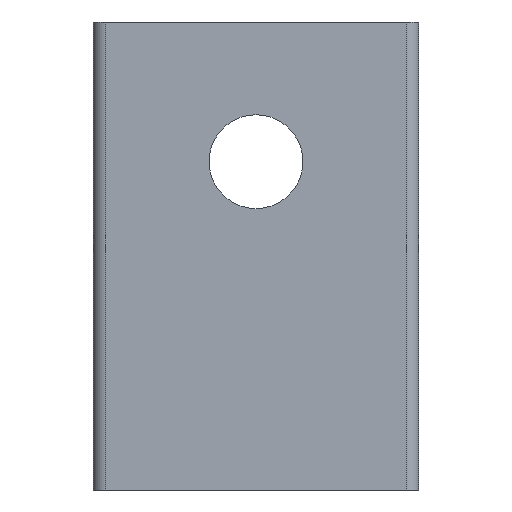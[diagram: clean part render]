
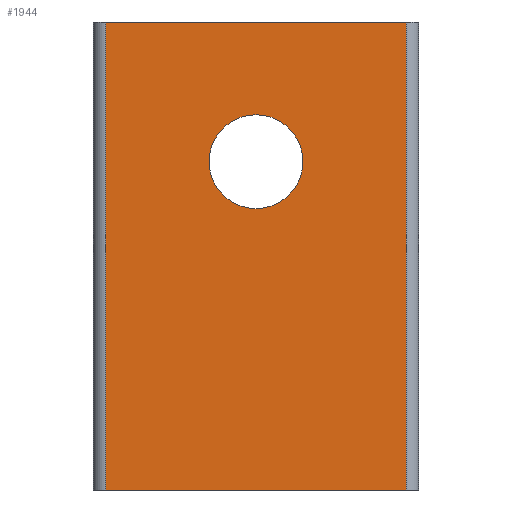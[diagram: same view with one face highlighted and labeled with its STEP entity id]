
A CAD part, front view. The second image highlights one B-rep face of the part: STEP entity #1944.
In plain terms, the highlighted planar face has unit normal (0, -1, 0).
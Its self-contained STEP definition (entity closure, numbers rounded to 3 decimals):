
#51=CARTESIAN_POINT('',(-1.905,0.,13.33));
#52=VERTEX_POINT('',#51);
#68=CARTESIAN_POINT('',(1.905,0.,13.33));
#69=VERTEX_POINT('',#68);
#76=CARTESIAN_POINT('',(0.0,0.,13.33));
#77=DIRECTION('',(0.0,1.0,0.0));
#78=DIRECTION('',(-1.0,0.0,0.0));
#79=AXIS2_PLACEMENT_3D('',#76,#77,#78);
#80=CIRCLE('',#79,1.905);
#81=EDGE_CURVE('',#52,#69,#80,.T.);
#1754=CARTESIAN_POINT('',(0.0,0.,13.33));
#1755=DIRECTION('',(0.0,1.0,0.0));
#1756=DIRECTION('',(-1.0,0.0,0.0));
#1757=AXIS2_PLACEMENT_3D('',#1754,#1755,#1756);
#1758=CIRCLE('',#1757,1.905);
#1759=EDGE_CURVE('',#69,#52,#1758,.T.);
#1882=CARTESIAN_POINT('',(6.1,0.,19.0));
#1883=VERTEX_POINT('',#1882);
#1891=CARTESIAN_POINT('',(6.1,0.,0.0));
#1892=VERTEX_POINT('',#1891);
#1893=CARTESIAN_POINT('',(6.1,0.,0.0));
#1894=DIRECTION('',(0.0,0.0,1.0));
#1895=VECTOR('',#1894,19.0);
#1896=LINE('',#1893,#1895);
#1897=EDGE_CURVE('',#1892,#1883,#1896,.T.);
#1910=CARTESIAN_POINT('',(6.1,0.,0.0));
#1911=DIRECTION('',(0.0,-1.0,0.0));
#1912=DIRECTION('',(0.0,0.0,-1.0));
#1913=AXIS2_PLACEMENT_3D('',#1910,#1911,#1912);
#1914=PLANE('',#1913);
#1915=CARTESIAN_POINT('',(-6.1,0.0,19.0));
#1916=VERTEX_POINT('',#1915);
#1917=CARTESIAN_POINT('',(6.1,0.,19.0));
#1918=DIRECTION('',(-1.0,0.0,0.0));
#1919=VECTOR('',#1918,12.2);
#1920=LINE('',#1917,#1919);
#1921=EDGE_CURVE('',#1883,#1916,#1920,.T.);
#1922=ORIENTED_EDGE('',*,*,#1921,.T.);
#1923=CARTESIAN_POINT('',(-6.1,0.0,0.0));
#1924=VERTEX_POINT('',#1923);
#1925=CARTESIAN_POINT('',(-6.1,0.0,0.0));
#1926=DIRECTION('',(0.0,0.0,1.0));
#1927=VECTOR('',#1926,19.0);
#1928=LINE('',#1925,#1927);
#1929=EDGE_CURVE('',#1924,#1916,#1928,.T.);
#1930=ORIENTED_EDGE('',*,*,#1929,.F.);
#1931=CARTESIAN_POINT('',(6.1,0.,0.0));
#1932=DIRECTION('',(-1.0,0.0,0.0));
#1933=VECTOR('',#1932,12.2);
#1934=LINE('',#1931,#1933);
#1935=EDGE_CURVE('',#1892,#1924,#1934,.T.);
#1936=ORIENTED_EDGE('',*,*,#1935,.F.);
#1937=ORIENTED_EDGE('',*,*,#1897,.T.);
#1938=EDGE_LOOP('',(#1922,#1930,#1936,#1937));
#1939=FACE_OUTER_BOUND('',#1938,.T.);
#1940=ORIENTED_EDGE('',*,*,#1759,.T.);
#1941=ORIENTED_EDGE('',*,*,#81,.T.);
#1942=EDGE_LOOP('',(#1940,#1941));
#1943=FACE_BOUND('',#1942,.T.);
#1944=ADVANCED_FACE('',(#1939,#1943),#1914,.T.);
